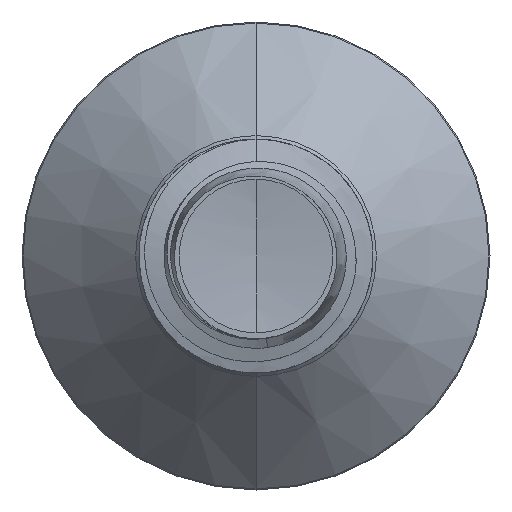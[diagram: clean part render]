
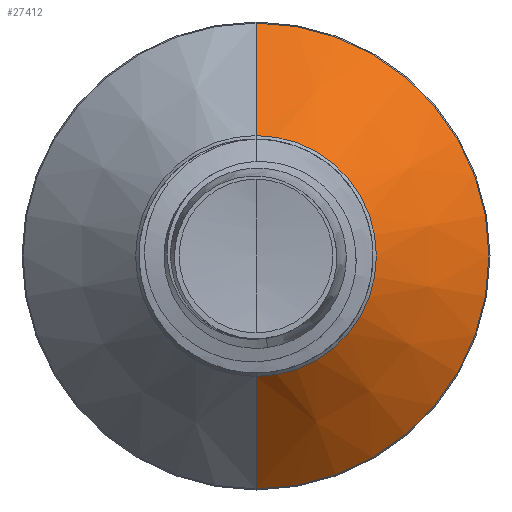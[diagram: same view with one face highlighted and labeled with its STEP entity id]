
A CAD part, front view. The second image highlights one B-rep face of the part: STEP entity #27412.
In plain terms, the highlighted conical face has half-angle 45 degrees and reference radius 3.088 mm.
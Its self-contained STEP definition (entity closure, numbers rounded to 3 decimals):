
#1021 = CARTESIAN_POINT ( 'NONE',  ( 0., 16.239, 3.089 ) ) ;
#1138 = CARTESIAN_POINT ( 'NONE',  ( 0., 16.239, 0. ) ) ;
#1173 = EDGE_CURVE ( 'NONE', #33698, #33278, #28352, .T. ) ;
#1561 = CARTESIAN_POINT ( 'NONE',  ( 0., 19.124, -5.974 ) ) ;
#1985 = AXIS2_PLACEMENT_3D ( 'NONE', #3224, #14359, #20136 ) ;
#2202 = AXIS2_PLACEMENT_3D ( 'NONE', #1138, #20642, #3989 ) ;
#2596 = ORIENTED_EDGE ( 'NONE', *, *, #18010, .F. ) ;
#3224 = CARTESIAN_POINT ( 'NONE',  ( 0., 16.239, 0. ) ) ;
#3989 = DIRECTION ( 'NONE',  ( 0., 0., 1. ) ) ;
#5838 = CARTESIAN_POINT ( 'NONE',  ( 0., 19.124, 0. ) ) ;
#6754 = VECTOR ( 'NONE', #13289, 1000. ) ;
#8677 = DIRECTION ( 'NONE',  ( 0., 0., 1. ) ) ;
#9944 = CONICAL_SURFACE ( 'NONE', #1985, 3.089, 0.785 ) ;
#11075 = CIRCLE ( 'NONE', #2202, 3.089 ) ;
#13289 = DIRECTION ( 'NONE',  ( 0., 0.707, -0.707 ) ) ;
#14359 = DIRECTION ( 'NONE',  ( 0., 1., 0. ) ) ;
#15400 = FACE_OUTER_BOUND ( 'NONE', #17670, .T. ) ;
#15559 = VERTEX_POINT ( 'NONE', #33034 ) ;
#15875 = CARTESIAN_POINT ( 'NONE',  ( 0., 16.239, -3.089 ) ) ;
#16532 = CARTESIAN_POINT ( 'NONE',  ( 0., 16.239, -3.089 ) ) ;
#17391 = ORIENTED_EDGE ( 'NONE', *, *, #18217, .T. ) ;
#17670 = EDGE_LOOP ( 'NONE', ( #17391, #26511, #24251, #2596 ) ) ;
#18010 = EDGE_CURVE ( 'NONE', #31182, #15559, #25563, .T. ) ;
#18217 = EDGE_CURVE ( 'NONE', #31182, #33698, #11075, .T. ) ;
#18927 = CIRCLE ( 'NONE', #27256, 5.974 ) ;
#20136 = DIRECTION ( 'NONE',  ( 0., 0., 1. ) ) ;
#20415 = DIRECTION ( 'NONE',  ( 0., 0.707, 0.707 ) ) ;
#20642 = DIRECTION ( 'NONE',  ( 0., 1., 0. ) ) ;
#24189 = EDGE_CURVE ( 'NONE', #15559, #33278, #18927, .T. ) ;
#24251 = ORIENTED_EDGE ( 'NONE', *, *, #24189, .F. ) ;
#25102 = DIRECTION ( 'NONE',  ( 0., 1., 0. ) ) ;
#25563 = LINE ( 'NONE', #1021, #32015 ) ;
#26511 = ORIENTED_EDGE ( 'NONE', *, *, #1173, .T. ) ;
#27256 = AXIS2_PLACEMENT_3D ( 'NONE', #5838, #25102, #8677 ) ;
#27412 = ADVANCED_FACE ( 'NONE', ( #15400 ), #9944, .T. ) ;
#28352 = LINE ( 'NONE', #16532, #6754 ) ;
#31182 = VERTEX_POINT ( 'NONE', #34437 ) ;
#32015 = VECTOR ( 'NONE', #20415, 1000. ) ;
#33034 = CARTESIAN_POINT ( 'NONE',  ( 0., 19.124, 5.974 ) ) ;
#33278 = VERTEX_POINT ( 'NONE', #1561 ) ;
#33698 = VERTEX_POINT ( 'NONE', #15875 ) ;
#34437 = CARTESIAN_POINT ( 'NONE',  ( 0., 16.239, 3.089 ) ) ;
